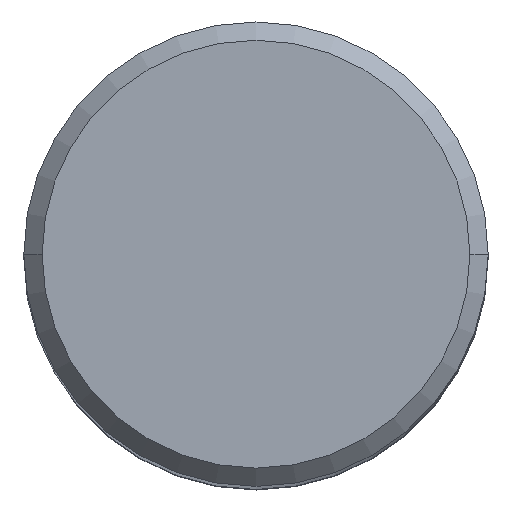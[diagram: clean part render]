
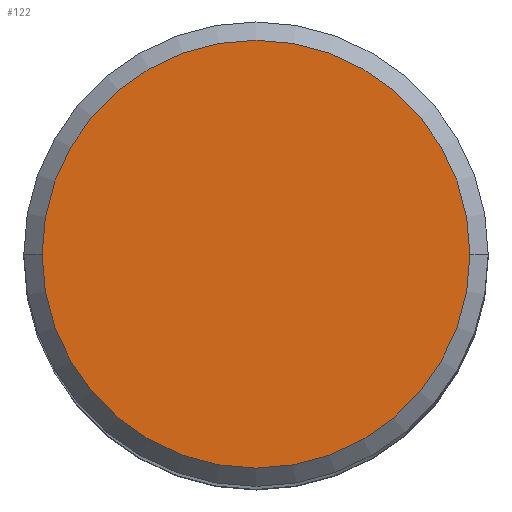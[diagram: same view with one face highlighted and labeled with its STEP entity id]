
A CAD part, top view. The second image highlights one B-rep face of the part: STEP entity #122.
In plain terms, the highlighted planar face has unit normal (0, 0, 1).
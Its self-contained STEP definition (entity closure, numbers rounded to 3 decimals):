
#50=PLANE('',#1019);
#122=ADVANCED_FACE('',(#180),#50,.F.);
#180=FACE_OUTER_BOUND('',#236,.T.);
#236=EDGE_LOOP('',(#372,#373));
#372=ORIENTED_EDGE('',*,*,#592,.T.);
#373=ORIENTED_EDGE('',*,*,#593,.T.);
#510=VERTEX_POINT('',#1671);
#511=VERTEX_POINT('',#1672);
#592=EDGE_CURVE('',#510,#511,#701,.T.);
#593=EDGE_CURVE('',#511,#510,#702,.T.);
#701=CIRCLE('',#1017,11.7);
#702=CIRCLE('',#1018,11.7);
#1017=AXIS2_PLACEMENT_3D('',#1670,#1268,#1269);
#1018=AXIS2_PLACEMENT_3D('',#1673,#1270,#1271);
#1019=AXIS2_PLACEMENT_3D('',#1674,#1272,#1273);
#1268=DIRECTION('',(0.,0.,1.));
#1269=DIRECTION('',(-1.,0.,0.));
#1270=DIRECTION('',(0.,0.,1.));
#1271=DIRECTION('',(1.,0.,0.));
#1272=DIRECTION('',(0.,0.,-1.));
#1273=DIRECTION('',(1.,0.,0.));
#1670=CARTESIAN_POINT('',(0.,0.,0.));
#1671=CARTESIAN_POINT('',(-11.7,0.,0.));
#1672=CARTESIAN_POINT('',(11.7,0.,0.));
#1673=CARTESIAN_POINT('',(0.,0.,0.));
#1674=CARTESIAN_POINT('',(0.,0.,0.));
